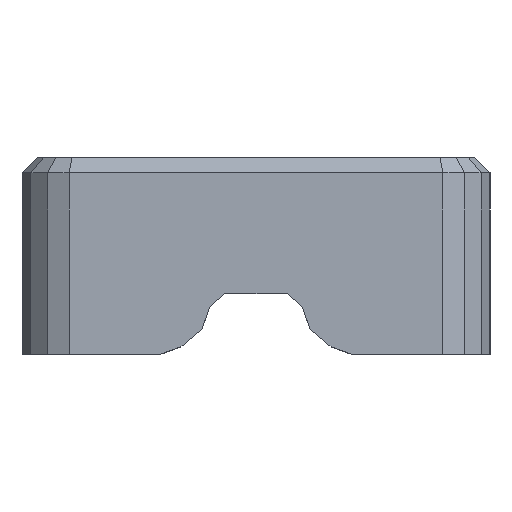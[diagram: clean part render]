
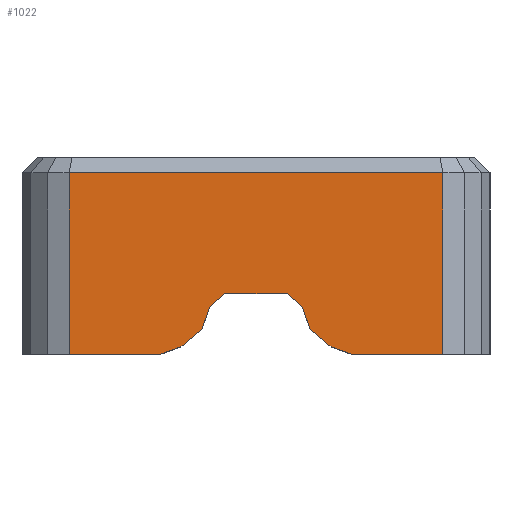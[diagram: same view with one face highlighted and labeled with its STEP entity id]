
A CAD part, left-side view. The second image highlights one B-rep face of the part: STEP entity #1022.
In plain terms, the highlighted planar face has unit normal (-1, 0, 0).
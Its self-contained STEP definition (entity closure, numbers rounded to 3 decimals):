
#929=AXIS2_PLACEMENT_3D('Plane Axis2P3D',#926,#927,#928) ;
#317=CARTESIAN_POINT('Vertex',(0.,27.876,12.)) ;
#324=CARTESIAN_POINT('Vertex',(0.,27.876,0.)) ;
#327=CARTESIAN_POINT('Line Origine',(0.,27.876,6.)) ;
#344=CARTESIAN_POINT('Line Origine',(0.,3.124,6.)) ;
#348=CARTESIAN_POINT('Vertex',(0.,3.124,0.)) ;
#350=CARTESIAN_POINT('Vertex',(0.,3.124,12.)) ;
#754=CARTESIAN_POINT('Line Origine',(0.,15.5,12.)) ;
#926=CARTESIAN_POINT('Axis2P3D Location',(0.,3.124,0.)) ;
#931=CARTESIAN_POINT('Line Origine',(0.,21.132,0.241)) ;
#935=CARTESIAN_POINT('Vertex',(0.,21.795,0.)) ;
#937=CARTESIAN_POINT('Vertex',(0.,20.469,0.482)) ;
#940=CARTESIAN_POINT('Line Origine',(0.,19.781,1.06)) ;
#944=CARTESIAN_POINT('Vertex',(0.,19.093,1.637)) ;
#947=CARTESIAN_POINT('Line Origine',(0.,18.82,2.409)) ;
#951=CARTESIAN_POINT('Vertex',(0.,18.547,3.181)) ;
#954=CARTESIAN_POINT('Line Origine',(0.,18.059,3.591)) ;
#958=CARTESIAN_POINT('Vertex',(0.,17.571,4.)) ;
#961=CARTESIAN_POINT('Line Origine',(0.,15.5,4.)) ;
#965=CARTESIAN_POINT('Vertex',(0.,13.429,4.)) ;
#968=CARTESIAN_POINT('Line Origine',(0.,12.941,3.591)) ;
#972=CARTESIAN_POINT('Vertex',(0.,12.453,3.181)) ;
#975=CARTESIAN_POINT('Line Origine',(0.,12.18,2.409)) ;
#979=CARTESIAN_POINT('Vertex',(0.,11.907,1.637)) ;
#982=CARTESIAN_POINT('Line Origine',(0.,11.219,1.06)) ;
#986=CARTESIAN_POINT('Vertex',(0.,10.531,0.482)) ;
#989=CARTESIAN_POINT('Line Origine',(0.,9.868,0.241)) ;
#993=CARTESIAN_POINT('Vertex',(0.,9.205,0.)) ;
#996=CARTESIAN_POINT('Line Origine',(0.,6.165,0.)) ;
#1001=CARTESIAN_POINT('Line Origine',(0.,24.835,0.)) ;
#328=DIRECTION('Vector Direction',(0.,0.,1.)) ;
#345=DIRECTION('Vector Direction',(0.,0.,1.)) ;
#755=DIRECTION('Vector Direction',(0.,1.,0.)) ;
#927=DIRECTION('Axis2P3D Direction',(1.,-0.,0.)) ;
#928=DIRECTION('Axis2P3D XDirection',(0.,1.,0.)) ;
#932=DIRECTION('Vector Direction',(0.,-0.94,0.342)) ;
#941=DIRECTION('Vector Direction',(0.,0.766,-0.643)) ;
#948=DIRECTION('Vector Direction',(0.,0.333,-0.943)) ;
#955=DIRECTION('Vector Direction',(0.,0.766,-0.643)) ;
#962=DIRECTION('Vector Direction',(0.,1.,0.)) ;
#969=DIRECTION('Vector Direction',(0.,-0.766,-0.643)) ;
#976=DIRECTION('Vector Direction',(0.,-0.333,-0.943)) ;
#983=DIRECTION('Vector Direction',(0.,-0.766,-0.643)) ;
#990=DIRECTION('Vector Direction',(0.,0.94,0.342)) ;
#997=DIRECTION('Vector Direction',(0.,1.,0.)) ;
#1002=DIRECTION('Vector Direction',(0.,1.,0.)) ;
#329=VECTOR('Line Direction',#328,1.) ;
#346=VECTOR('Line Direction',#345,1.) ;
#756=VECTOR('Line Direction',#755,1.) ;
#933=VECTOR('Line Direction',#932,1.) ;
#942=VECTOR('Line Direction',#941,1.) ;
#949=VECTOR('Line Direction',#948,1.) ;
#956=VECTOR('Line Direction',#955,1.) ;
#963=VECTOR('Line Direction',#962,1.) ;
#970=VECTOR('Line Direction',#969,1.) ;
#977=VECTOR('Line Direction',#976,1.) ;
#984=VECTOR('Line Direction',#983,1.) ;
#991=VECTOR('Line Direction',#990,1.) ;
#998=VECTOR('Line Direction',#997,1.) ;
#1003=VECTOR('Line Direction',#1002,1.) ;
#1007=ORIENTED_EDGE('',*,*,#939,.T.) ;
#1008=ORIENTED_EDGE('',*,*,#946,.F.) ;
#1009=ORIENTED_EDGE('',*,*,#953,.F.) ;
#1010=ORIENTED_EDGE('',*,*,#960,.F.) ;
#1011=ORIENTED_EDGE('',*,*,#967,.F.) ;
#1012=ORIENTED_EDGE('',*,*,#974,.T.) ;
#1013=ORIENTED_EDGE('',*,*,#981,.T.) ;
#1014=ORIENTED_EDGE('',*,*,#988,.T.) ;
#1015=ORIENTED_EDGE('',*,*,#995,.F.) ;
#1016=ORIENTED_EDGE('',*,*,#1000,.T.) ;
#1017=ORIENTED_EDGE('',*,*,#352,.T.) ;
#1018=ORIENTED_EDGE('',*,*,#758,.F.) ;
#1019=ORIENTED_EDGE('',*,*,#331,.F.) ;
#1020=ORIENTED_EDGE('',*,*,#1005,.T.) ;
#1022=ADVANCED_FACE('S3D - gedreht',(#1021),#930,.F.) ;
#331=EDGE_CURVE('',#325,#318,#330,.T.) ;
#352=EDGE_CURVE('',#349,#351,#347,.T.) ;
#758=EDGE_CURVE('',#318,#351,#757,.F.) ;
#939=EDGE_CURVE('',#936,#938,#934,.T.) ;
#946=EDGE_CURVE('',#945,#938,#943,.T.) ;
#953=EDGE_CURVE('',#952,#945,#950,.T.) ;
#960=EDGE_CURVE('',#959,#952,#957,.T.) ;
#967=EDGE_CURVE('',#966,#959,#964,.T.) ;
#974=EDGE_CURVE('',#966,#973,#971,.T.) ;
#981=EDGE_CURVE('',#973,#980,#978,.T.) ;
#988=EDGE_CURVE('',#980,#987,#985,.T.) ;
#995=EDGE_CURVE('',#994,#987,#992,.T.) ;
#1000=EDGE_CURVE('',#994,#349,#999,.F.) ;
#1005=EDGE_CURVE('',#325,#936,#1004,.F.) ;
#1006=EDGE_LOOP('',(#1007,#1008,#1009,#1010,#1011,#1012,#1013,#1014,#1015,#1016,#1017,#1018,#1019,#1020)) ;
#1021=FACE_OUTER_BOUND('',#1006,.T.) ;
#330=LINE('Line',#327,#329) ;
#347=LINE('Line',#344,#346) ;
#757=LINE('Line',#754,#756) ;
#934=LINE('Line',#931,#933) ;
#943=LINE('Line',#940,#942) ;
#950=LINE('Line',#947,#949) ;
#957=LINE('Line',#954,#956) ;
#964=LINE('Line',#961,#963) ;
#971=LINE('Line',#968,#970) ;
#978=LINE('Line',#975,#977) ;
#985=LINE('Line',#982,#984) ;
#992=LINE('Line',#989,#991) ;
#999=LINE('Line',#996,#998) ;
#1004=LINE('Line',#1001,#1003) ;
#930=PLANE('',#929) ;
#318=VERTEX_POINT('',#317) ;
#325=VERTEX_POINT('',#324) ;
#349=VERTEX_POINT('',#348) ;
#351=VERTEX_POINT('',#350) ;
#936=VERTEX_POINT('',#935) ;
#938=VERTEX_POINT('',#937) ;
#945=VERTEX_POINT('',#944) ;
#952=VERTEX_POINT('',#951) ;
#959=VERTEX_POINT('',#958) ;
#966=VERTEX_POINT('',#965) ;
#973=VERTEX_POINT('',#972) ;
#980=VERTEX_POINT('',#979) ;
#987=VERTEX_POINT('',#986) ;
#994=VERTEX_POINT('',#993) ;
